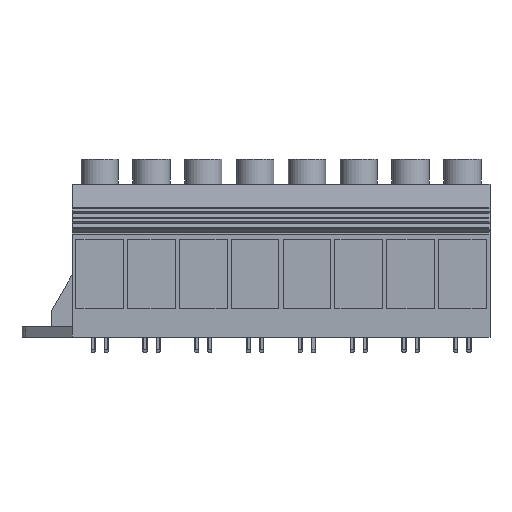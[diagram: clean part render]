
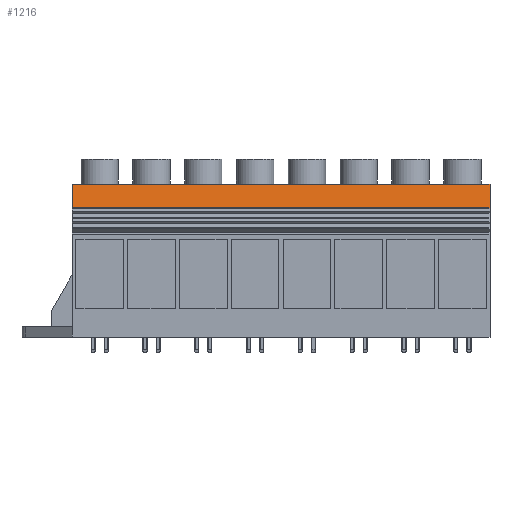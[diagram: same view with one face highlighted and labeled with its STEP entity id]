
A CAD part, top view. The second image highlights one B-rep face of the part: STEP entity #1216.
In plain terms, the highlighted planar face has unit normal (0, 0.174, 0.985).
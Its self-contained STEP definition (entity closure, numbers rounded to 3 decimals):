
#1196=AXIS2_PLACEMENT_3D('Plane Axis2P3D',#1193,#1194,#1195) ;
#234=CARTESIAN_POINT('Vertex',(135.5,48.8,22.22)) ;
#395=CARTESIAN_POINT('Vertex',(14.5,48.8,22.22)) ;
#398=CARTESIAN_POINT('Line Origine',(75.,48.8,22.22)) ;
#742=CARTESIAN_POINT('Vertex',(14.5,41.899,23.437)) ;
#745=CARTESIAN_POINT('Line Origine',(14.5,45.35,22.828)) ;
#1193=CARTESIAN_POINT('Axis2P3D Location',(74.5,34.3,24.777)) ;
#1198=CARTESIAN_POINT('Line Origine',(75.,41.899,23.437)) ;
#1202=CARTESIAN_POINT('Vertex',(135.5,41.899,23.437)) ;
#1205=CARTESIAN_POINT('Line Origine',(135.5,45.35,22.828)) ;
#399=DIRECTION('Vector Direction',(1.,0.,0.)) ;
#746=DIRECTION('Vector Direction',(0.,0.985,-0.174)) ;
#1194=DIRECTION('Axis2P3D Direction',(0.,-0.174,-0.985)) ;
#1195=DIRECTION('Axis2P3D XDirection',(0.,0.985,-0.174)) ;
#1199=DIRECTION('Vector Direction',(1.,0.,0.)) ;
#1206=DIRECTION('Vector Direction',(0.,0.985,-0.174)) ;
#400=VECTOR('Line Direction',#399,1.) ;
#747=VECTOR('Line Direction',#746,1.) ;
#1200=VECTOR('Line Direction',#1199,1.) ;
#1207=VECTOR('Line Direction',#1206,1.) ;
#1211=ORIENTED_EDGE('',*,*,#749,.F.) ;
#1212=ORIENTED_EDGE('',*,*,#1204,.T.) ;
#1213=ORIENTED_EDGE('',*,*,#1209,.T.) ;
#1214=ORIENTED_EDGE('',*,*,#402,.F.) ;
#1216=ADVANCED_FACE('HOUSING',(#1215),#1197,.F.) ;
#402=EDGE_CURVE('',#396,#235,#401,.T.) ;
#749=EDGE_CURVE('',#743,#396,#748,.T.) ;
#1204=EDGE_CURVE('',#743,#1203,#1201,.T.) ;
#1209=EDGE_CURVE('',#1203,#235,#1208,.T.) ;
#1210=EDGE_LOOP('',(#1211,#1212,#1213,#1214)) ;
#1215=FACE_OUTER_BOUND('',#1210,.T.) ;
#401=LINE('Line',#398,#400) ;
#748=LINE('Line',#745,#747) ;
#1201=LINE('Line',#1198,#1200) ;
#1208=LINE('Line',#1205,#1207) ;
#1197=PLANE('',#1196) ;
#235=VERTEX_POINT('',#234) ;
#396=VERTEX_POINT('',#395) ;
#743=VERTEX_POINT('',#742) ;
#1203=VERTEX_POINT('',#1202) ;
